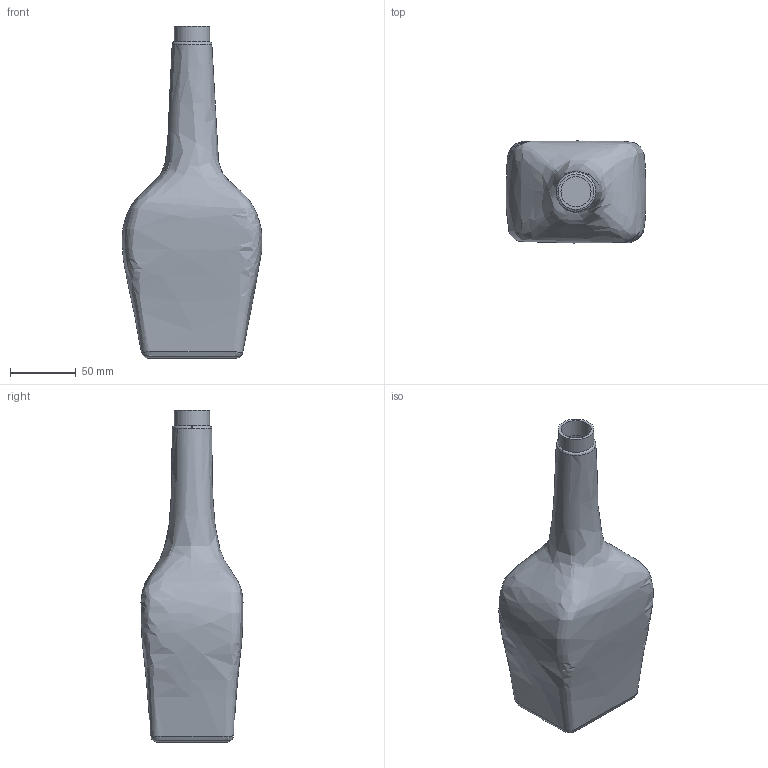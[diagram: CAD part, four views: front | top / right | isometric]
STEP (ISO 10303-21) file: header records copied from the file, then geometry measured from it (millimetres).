
FILE_DESCRIPTION(/* description */ (''),/* implementation_level */ '2;1');
FILE_NAME(/* name */ 'Loft Bottle.step',/* time_stamp */ '2026-01-15T22:25:48+05:30',/* author */ (''),/* organization */ (''),/* preprocessor_version */ 'ST-DEVELOPER v20.1',/* originating_system */ 'Autodesk Translation Framework v14.21.0.0',/* authorisation */ '');
FILE_SCHEMA (('AUTOMOTIVE_DESIGN { 1 0 10303 214 3 1 1 }'));
Length unit declared in the file: millimetre
Products named in the file (2): 2026-01-15-19-27-35-243; Glass bottle
Assembly tree (1 placements, depth 2):
  2026-01-15-19-27-35-243
    Glass bottle
Bounding box: 106.62 x 77.74 x 253 mm (x, y, z)
Volume: 116884.4 mm3; surface area: 117289.4 mm2
Topology: 1 solids, 1 shells, 12 faces, 54 edges, 46 vertices
Faces by surface type: bspline 6, plane 4, cylinder 2
Full cylindrical faces by diameter (mm): 23 x1, 27 x1
Entity records: 12206 total; most frequent: CARTESIAN_POINT 11788, ORIENTED_EDGE 108, EDGE_CURVE 54, VERTEX_POINT 46, B_SPLINE_CURVE_WITH_KNOTS 44, DIRECTION 36, AXIS2_PLACEMENT_3D 17, EDGE_LOOP 14
